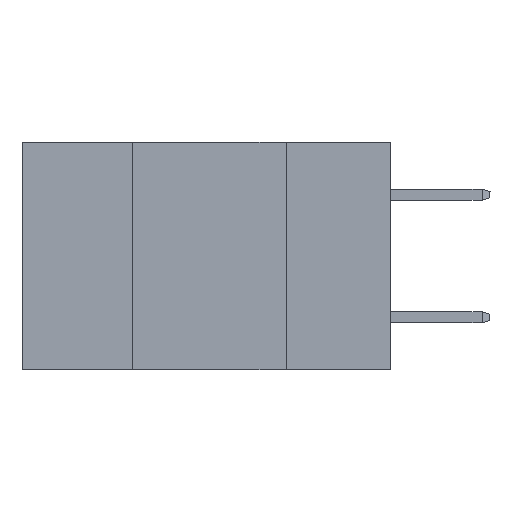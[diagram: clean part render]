
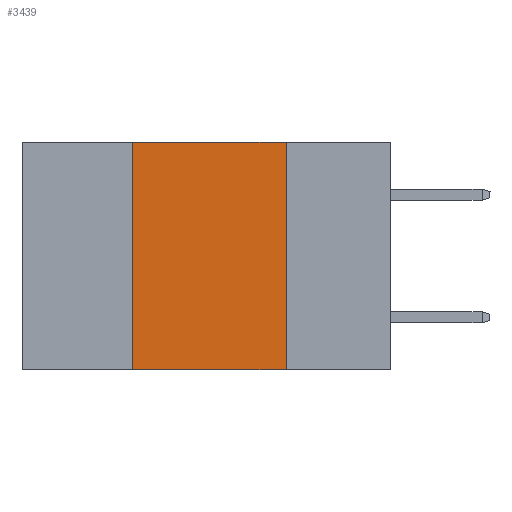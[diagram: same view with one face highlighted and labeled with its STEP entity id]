
A CAD part, left-side view. The second image highlights one B-rep face of the part: STEP entity #3439.
In plain terms, the highlighted planar face has unit normal (-1, 0, 0).
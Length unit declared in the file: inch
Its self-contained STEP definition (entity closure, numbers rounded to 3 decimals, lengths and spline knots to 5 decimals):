
#777 = DIRECTION ( 'NONE',  ( 1., 0., 0. ) ) ;
#997 = ORIENTED_EDGE ( 'NONE', *, *, #11535, .F. ) ;
#1003 = CARTESIAN_POINT ( 'NONE',  ( 0., 0.6, -0.37 ) ) ;
#1226 = VERTEX_POINT ( 'NONE', #13845 ) ;
#1452 = CARTESIAN_POINT ( 'NONE',  ( 0., 0.42, 0. ) ) ;
#2540 = LINE ( 'NONE', #1003, #10065 ) ;
#2642 = DIRECTION ( 'NONE',  ( 0., -1., 0. ) ) ;
#2762 = ORIENTED_EDGE ( 'NONE', *, *, #2776, .F. ) ;
#2776 = EDGE_CURVE ( 'NONE', #12636, #5557, #3109, .T. ) ;
#3109 = LINE ( 'NONE', #13877, #5936 ) ;
#3439 = ADVANCED_FACE ( 'NONE', ( #15448 ), #15206, .F. ) ;
#3453 = VECTOR ( 'NONE', #2642, 39.37008 ) ;
#4136 = LINE ( 'NONE', #1452, #11090 ) ;
#4328 = EDGE_LOOP ( 'NONE', ( #2762, #997, #9779, #14377 ) ) ;
#5030 = AXIS2_PLACEMENT_3D ( 'NONE', #15306, #777, #9273 ) ;
#5097 = CARTESIAN_POINT ( 'NONE',  ( 0., 0.6, 0. ) ) ;
#5557 = VERTEX_POINT ( 'NONE', #10695 ) ;
#5619 = CARTESIAN_POINT ( 'NONE',  ( 0., 0.17, 0. ) ) ;
#5936 = VECTOR ( 'NONE', #15093, 39.37008 ) ;
#6442 = DIRECTION ( 'NONE',  ( 0., 0., 1. ) ) ;
#8051 = EDGE_CURVE ( 'NONE', #1226, #5557, #2540, .T. ) ;
#9273 = DIRECTION ( 'NONE',  ( 0., 0., -1. ) ) ;
#9779 = ORIENTED_EDGE ( 'NONE', *, *, #13968, .F. ) ;
#10008 = CARTESIAN_POINT ( 'NONE',  ( 0., 0.42, 0. ) ) ;
#10065 = VECTOR ( 'NONE', #15496, 39.37008 ) ;
#10695 = CARTESIAN_POINT ( 'NONE',  ( 0., 0.17, -0.37 ) ) ;
#11090 = VECTOR ( 'NONE', #6442, 39.37008 ) ;
#11535 = EDGE_CURVE ( 'NONE', #12032, #12636, #13071, .T. ) ;
#12032 = VERTEX_POINT ( 'NONE', #10008 ) ;
#12636 = VERTEX_POINT ( 'NONE', #5619 ) ;
#13071 = LINE ( 'NONE', #5097, #3453 ) ;
#13845 = CARTESIAN_POINT ( 'NONE',  ( 0., 0.42, -0.37 ) ) ;
#13877 = CARTESIAN_POINT ( 'NONE',  ( 0., 0.17, 0. ) ) ;
#13968 = EDGE_CURVE ( 'NONE', #1226, #12032, #4136, .T. ) ;
#14377 = ORIENTED_EDGE ( 'NONE', *, *, #8051, .T. ) ;
#15093 = DIRECTION ( 'NONE',  ( 0., 0., -1. ) ) ;
#15206 = PLANE ( 'NONE',  #5030 ) ;
#15306 = CARTESIAN_POINT ( 'NONE',  ( 0., 0.6, 0. ) ) ;
#15448 = FACE_OUTER_BOUND ( 'NONE', #4328, .T. ) ;
#15496 = DIRECTION ( 'NONE',  ( 0., -1., 0. ) ) ;
